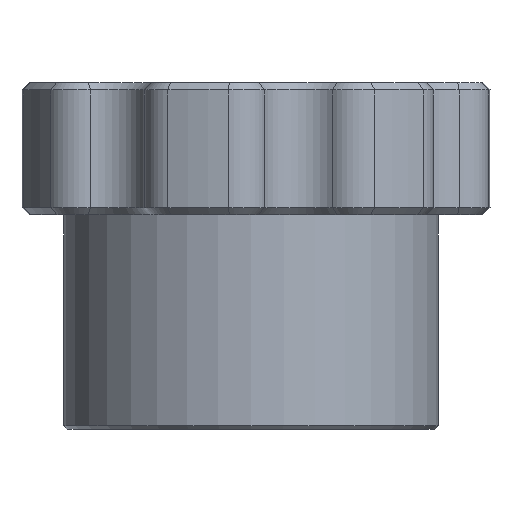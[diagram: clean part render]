
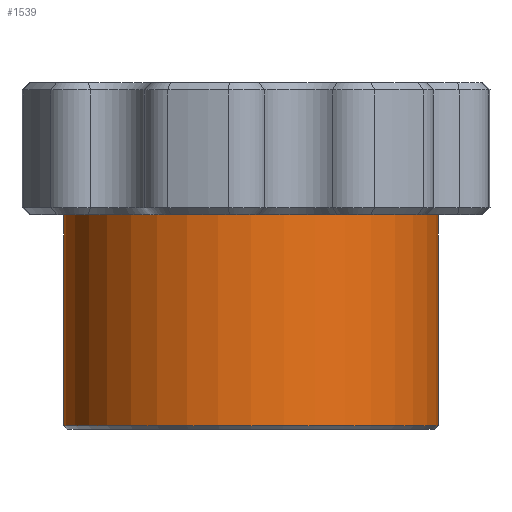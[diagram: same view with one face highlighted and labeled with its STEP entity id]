
A CAD part, left-side view. The second image highlights one B-rep face of the part: STEP entity #1539.
In plain terms, the highlighted cylindrical face has radius 26.25 mm (diameter 52.5 mm), a full revolution.
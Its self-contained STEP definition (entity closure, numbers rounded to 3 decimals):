
#92=FACE_OUTER_BOUND('',#196,.T.);
#196=EDGE_LOOP('',(#1036,#1037,#1038,#1039));
#324=CIRCLE('',#1660,26.25);
#326=CIRCLE('',#1663,26.25);
#451=LINE('',#2664,#545);
#545=VECTOR('',#1909,26.25);
#646=VERTEX_POINT('',#2656);
#648=VERTEX_POINT('',#2662);
#789=EDGE_CURVE('',#646,#646,#324,.T.);
#792=EDGE_CURVE('',#648,#648,#326,.T.);
#793=EDGE_CURVE('',#648,#646,#451,.T.);
#1036=ORIENTED_EDGE('',*,*,#792,.F.);
#1037=ORIENTED_EDGE('',*,*,#793,.T.);
#1038=ORIENTED_EDGE('',*,*,#789,.F.);
#1039=ORIENTED_EDGE('',*,*,#793,.F.);
#1502=CYLINDRICAL_SURFACE('',#1662,26.25);
#1539=ADVANCED_FACE('',(#92),#1502,.T.);
#1660=AXIS2_PLACEMENT_3D('',#2657,#1900,#1901);
#1662=AXIS2_PLACEMENT_3D('',#2661,#1905,#1906);
#1663=AXIS2_PLACEMENT_3D('',#2663,#1907,#1908);
#1900=DIRECTION('center_axis',(0.,0.,
-1.));
#1901=DIRECTION('ref_axis',(-1.,0.,0.));
#1905=DIRECTION('center_axis',(0.,0.,1.));
#1906=DIRECTION('ref_axis',(-1.,0.,0.));
#1907=DIRECTION('center_axis',(0.,0.,
1.));
#1908=DIRECTION('ref_axis',(-1.,0.,0.));
#1909=DIRECTION('',(0.,0.,-1.));
#2656=CARTESIAN_POINT('',(38.516,-29.892,-18.));
#2657=CARTESIAN_POINT('Origin',(12.266,-29.892,-18.));
#2661=CARTESIAN_POINT('Origin',(12.266,-29.892,0.));
#2662=CARTESIAN_POINT('',(38.516,-29.892,11.5));
#2663=CARTESIAN_POINT('Origin',(12.266,-29.892,11.5));
#2664=CARTESIAN_POINT('',(38.516,-29.892,0.));
